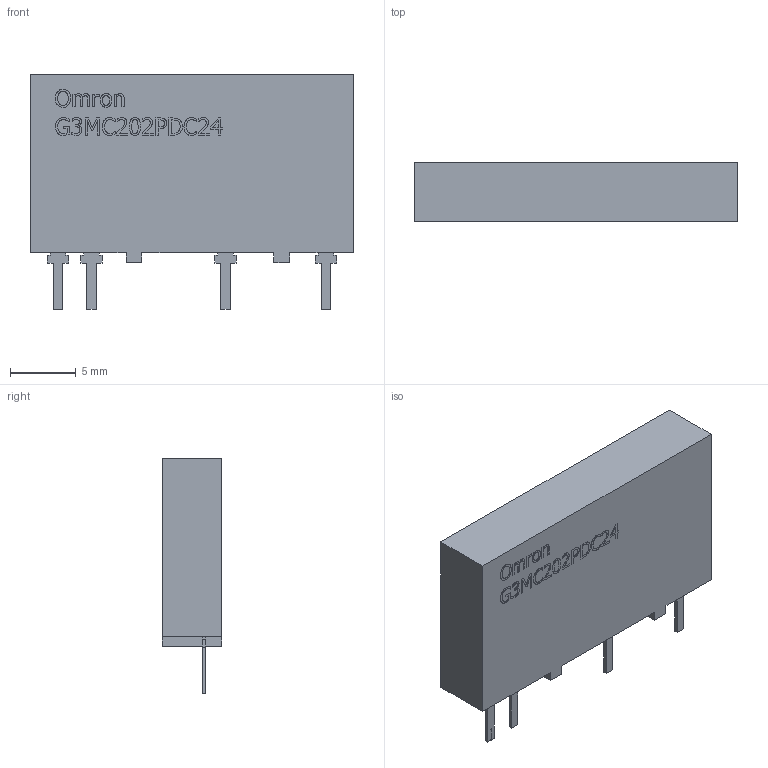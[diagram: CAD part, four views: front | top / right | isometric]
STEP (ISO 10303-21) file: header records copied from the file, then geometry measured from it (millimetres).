
FILE_DESCRIPTION( ( '' ), ' ' );
FILE_NAME( '5b79a3be6c81090d8530fe23.step', '2018-08-19T17:07:11', ( '' ), ( '' ), ' ', ' ', ' ' );
FILE_SCHEMA( ( 'AUTOMOTIVE_DESIGN { 1 0 10303 214 1 1 1 1 }' ) );
Length unit declared in the file: metre
Products named in the file (22): Open CASCADE STEP translator 6.8 3; Open CASCADE STEP translator 6.8 2; Open CASCADE STEP translator 6.8 1
Bounding box: 24.5 x 4.51 x 17.8 mm (x, y, z)
Volume: 1500.2 mm3; surface area: 1079.1 mm2
Topology: 22 solids, 22 shells, 383 faces, 1026 edges, 684 vertices
Faces by surface type: plane 213, extrusion 147, sphere 13, bspline 6, cylinder 4
Full cylindrical faces by diameter (mm): 0.2 x1
Entity records: 21504 total; most frequent: CARTESIAN_POINT 4245, ORIENTED_EDGE 2026, STYLED_ITEM 1396, PRESENTATION_STYLE_ASSIGNMENT 1396, COLOUR_RGB 1396, DIRECTION 1372, EDGE_CURVE 1013, CURVE_STYLE 1013
